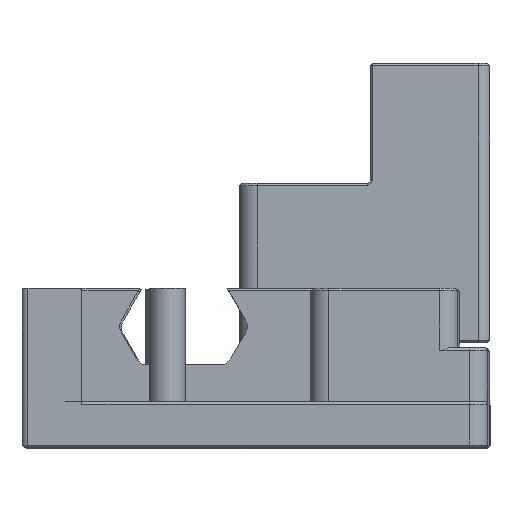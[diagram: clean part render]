
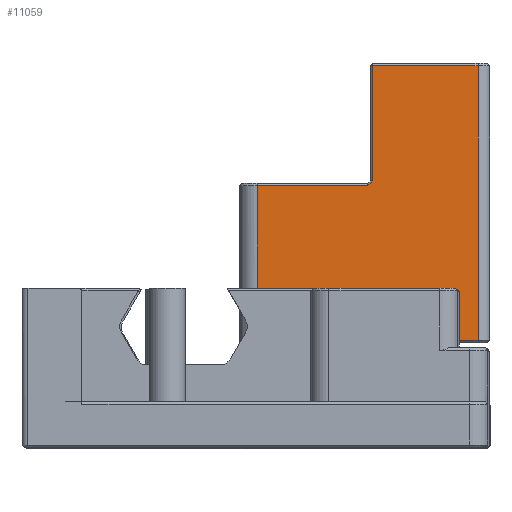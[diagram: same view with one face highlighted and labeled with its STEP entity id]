
A CAD part, left-side view. The second image highlights one B-rep face of the part: STEP entity #11059.
In plain terms, the highlighted planar face has unit normal (-1, 0, 0).
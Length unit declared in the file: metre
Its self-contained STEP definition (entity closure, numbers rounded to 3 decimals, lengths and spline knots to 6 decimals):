
#1335=LINE('',#18654,#2351);
#1413=LINE('',#18899,#2429);
#1414=LINE('',#18903,#2430);
#1415=LINE('',#18905,#2431);
#1416=LINE('',#18907,#2432);
#1417=LINE('',#18909,#2433);
#1418=LINE('',#18910,#2434);
#2351=VECTOR('',#15353,1.);
#2429=VECTOR('',#15615,1.);
#2430=VECTOR('',#15620,1.);
#2431=VECTOR('',#15621,1.);
#2432=VECTOR('',#15622,1.);
#2433=VECTOR('',#15623,1.);
#2434=VECTOR('',#15624,1.);
#3203=FACE_OUTER_BOUND('',#3959,.T.);
#3959=EDGE_LOOP('',(#9977,#9978,#9979,#9980,#9981,#9982,#9983));
#5318=VERTEX_POINT('',#18647);
#5321=VERTEX_POINT('',#18652);
#5396=VERTEX_POINT('',#18898);
#5397=VERTEX_POINT('',#18902);
#5398=VERTEX_POINT('',#18904);
#5399=VERTEX_POINT('',#18906);
#5400=VERTEX_POINT('',#18908);
#6805=EDGE_CURVE('',#5318,#5321,#1335,.T.);
#6927=EDGE_CURVE('',#5396,#5318,#1413,.T.);
#6929=EDGE_CURVE('',#5321,#5397,#1414,.F.);
#6930=EDGE_CURVE('',#5397,#5398,#1415,.T.);
#6931=EDGE_CURVE('',#5398,#5399,#1416,.T.);
#6932=EDGE_CURVE('',#5400,#5399,#1417,.T.);
#6933=EDGE_CURVE('',#5400,#5396,#1418,.T.);
#9977=ORIENTED_EDGE('',*,*,#6929,.T.);
#9978=ORIENTED_EDGE('',*,*,#6930,.T.);
#9979=ORIENTED_EDGE('',*,*,#6931,.T.);
#9980=ORIENTED_EDGE('',*,*,#6932,.F.);
#9981=ORIENTED_EDGE('',*,*,#6933,.T.);
#9982=ORIENTED_EDGE('',*,*,#6927,.T.);
#9983=ORIENTED_EDGE('',*,*,#6805,.T.);
#10420=PLANE('',#12292);
#11059=ADVANCED_FACE('',(#3203),#10420,.F.);
#12292=AXIS2_PLACEMENT_3D('',#18901,#15618,#15619);
#15353=DIRECTION('',(0.,-1.,0.));
#15615=DIRECTION('',(0.,0.,-1.));
#15618=DIRECTION('center_axis',(1.,0.,0.));
#15619=DIRECTION('ref_axis',(0.,0.,-1.));
#15620=DIRECTION('',(0.,0.,-1.));
#15621=DIRECTION('',(0.,1.,0.));
#15622=DIRECTION('',(0.,0.,-1.));
#15623=DIRECTION('',(0.,-0.707,0.707));
#15624=DIRECTION('',(0.,1.,0.));
#18647=CARTESIAN_POINT('',(-0.11,0.042851,0.018));
#18652=CARTESIAN_POINT('',(-0.11,0.006,0.018));
#18654=CARTESIAN_POINT('',(-0.11,0.026024,0.018));
#18898=CARTESIAN_POINT('',(-0.11,0.042851,0.0438));
#18899=CARTESIAN_POINT('',(-0.11,0.042851,0.0642));
#18901=CARTESIAN_POINT('Origin',(-0.11,0.026024,0.0642));
#18902=CARTESIAN_POINT('',(-0.11,0.006,0.0638));
#18903=CARTESIAN_POINT('',(-0.11,0.006,0.0642));
#18904=CARTESIAN_POINT('',(-0.11,0.0236,0.0638));
#18905=CARTESIAN_POINT('',(-0.11,0.024,0.0638));
#18906=CARTESIAN_POINT('',(-0.11,0.0236,0.0446));
#18907=CARTESIAN_POINT('',(-0.11,0.0236,0.0442));
#18908=CARTESIAN_POINT('',(-0.11,0.0244,0.0438));
#18909=CARTESIAN_POINT('',(-0.11,0.0236,0.0446));
#18910=CARTESIAN_POINT('',(-0.11,0.042851,0.0438));
